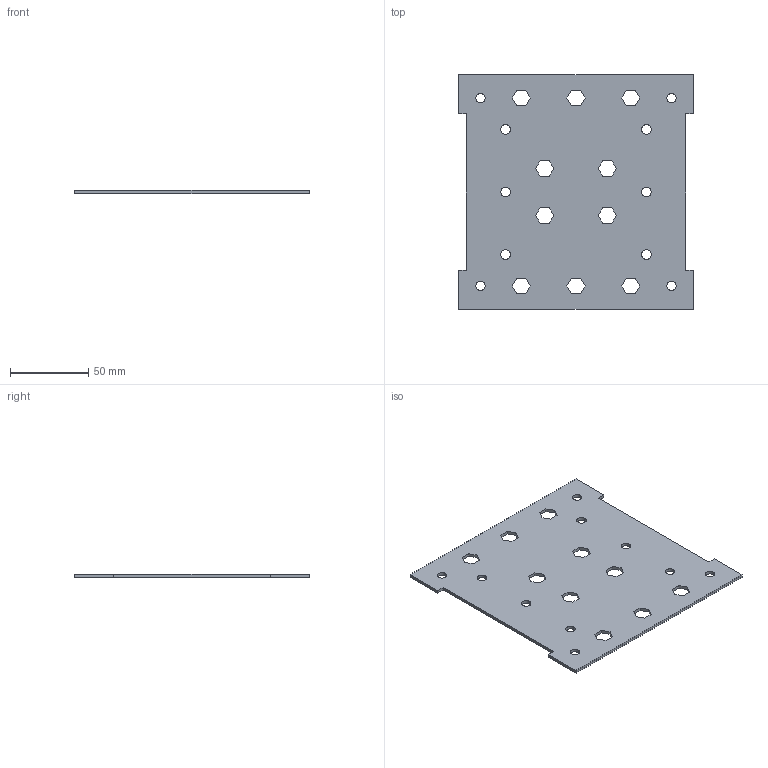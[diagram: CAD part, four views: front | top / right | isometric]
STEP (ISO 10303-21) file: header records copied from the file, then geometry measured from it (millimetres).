
FILE_DESCRIPTION((''),'2;1');
FILE_NAME('OBMP-TB-P-1012','2023-10-06T17:09:45',('ccha425'),('Department of Mechanical Engineering, The University of Auckland'),'CREO PARAMETRIC BY PTC INC, 2017260','CREO PARAMETRIC BY PTC INC, 2017260','');
FILE_SCHEMA(('CONFIG_CONTROL_DESIGN'));
Length unit declared in the file: millimetre
Products named in the file (1): OBMP-TB-P-1012
Bounding box: 150 x 150 x 2 mm (x, y, z)
Volume: 40691.1 mm3; surface area: 43004.6 mm2
Topology: 1 solids, 1 shells, 94 faces, 276 edges, 184 vertices
Faces by surface type: plane 74, cylinder 20
Entity records: 3218 total; most frequent: CARTESIAN_POINT 554, ORIENTED_EDGE 552, DIRECTION 504, EDGE_CURVE 276, VECTOR 236, LINE 236, VERTEX_POINT 184, AXIS2_PLACEMENT_3D 134
